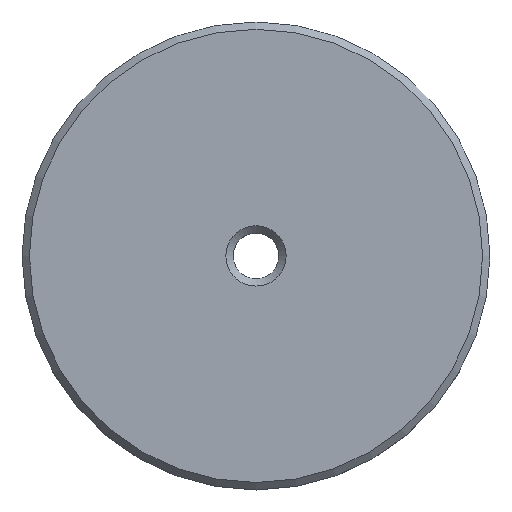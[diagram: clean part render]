
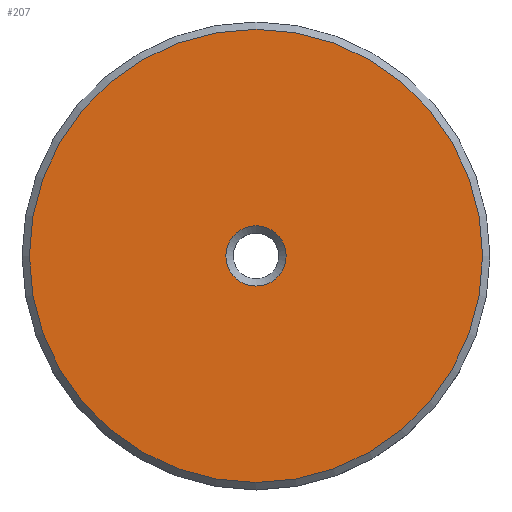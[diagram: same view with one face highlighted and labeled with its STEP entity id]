
A CAD part, top view. The second image highlights one B-rep face of the part: STEP entity #207.
In plain terms, the highlighted planar face has unit normal (0, 0, 1).
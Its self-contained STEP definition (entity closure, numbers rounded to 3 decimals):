
#15=FACE_BOUND('',#52,.T.);
#21=PLANE('',#246);
#35=FACE_OUTER_BOUND('',#51,.T.);
#51=EDGE_LOOP('',(#157));
#52=EDGE_LOOP('',(#158));
#91=CIRCLE('',#242,62.);
#94=CIRCLE('',#247,8.25);
#107=VERTEX_POINT('',#351);
#110=VERTEX_POINT('',#361);
#123=EDGE_CURVE('',#107,#107,#91,.T.);
#128=EDGE_CURVE('',#110,#110,#94,.T.);
#157=ORIENTED_EDGE('',*,*,#123,.F.);
#158=ORIENTED_EDGE('',*,*,#128,.F.);
#207=ADVANCED_FACE('',(#35,#15),#21,.T.);
#242=AXIS2_PLACEMENT_3D('',#352,#277,#278);
#246=AXIS2_PLACEMENT_3D('',#360,#287,#288);
#247=AXIS2_PLACEMENT_3D('',#362,#289,#290);
#277=DIRECTION('center_axis',(0.,0.,-1.));
#278=DIRECTION('ref_axis',(-1.,0.,0.));
#287=DIRECTION('center_axis',(0.,0.,1.));
#288=DIRECTION('ref_axis',(1.,0.,0.));
#289=DIRECTION('center_axis',(0.,0.,1.));
#290=DIRECTION('ref_axis',(1.,0.,0.));
#351=CARTESIAN_POINT('',(62.,0.,27.5));
#352=CARTESIAN_POINT('Origin',(0.,0.,27.5));
#360=CARTESIAN_POINT('Origin',(0.,0.,
27.5));
#361=CARTESIAN_POINT('',(-8.25,0.,27.5));
#362=CARTESIAN_POINT('Origin',(0.,0.,27.5));
